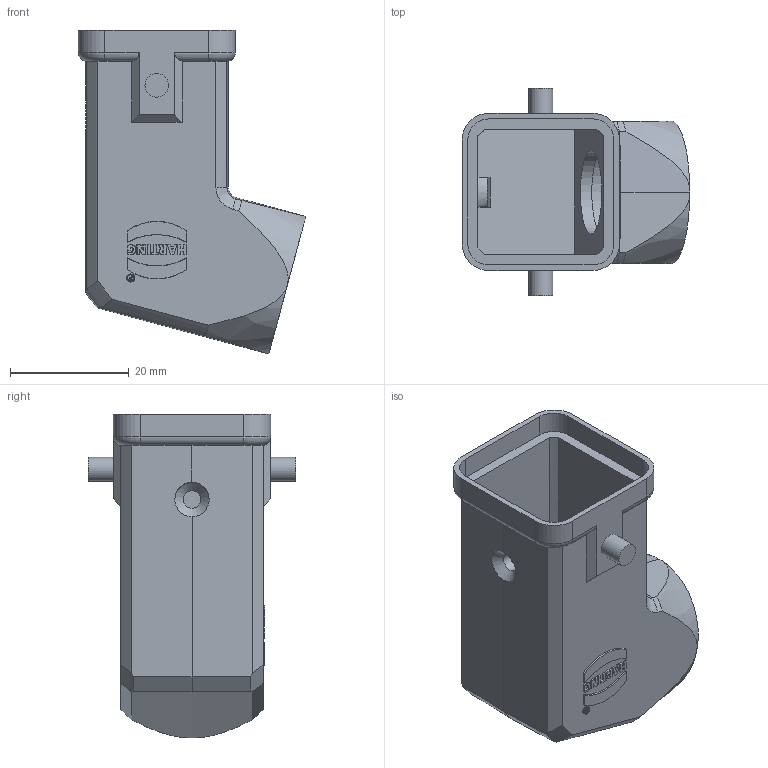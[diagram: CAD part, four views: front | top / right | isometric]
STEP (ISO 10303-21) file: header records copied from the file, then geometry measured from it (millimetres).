
FILE_DESCRIPTION((''),'2;1');
FILE_NAME('05200030628.stp','2020-07-08T08:06:02',('e.eickhoff'),(''),'Autodesk Inventor 2012','Autodesk Inventor 2012','');
FILE_SCHEMA(('AUTOMOTIVE_DESIGN { 1 0 10303 214 1 1 1 1 }'));
Length unit declared in the file: millimetre
Products named in the file (3): 05200030628; M16-PG11 Adapter
Assembly tree (2 placements, depth 2):
  05200030628
    05200030628
    M16-PG11 Adapter
Bounding box: 38.36 x 35 x 54.59 mm (x, y, z)
Volume: 11014.5 mm3; surface area: 12874.5 mm2
Topology: 2 solids, 2 shells, 194 faces, 545 edges, 374 vertices
Faces by surface type: plane 132, cylinder 32, cone 16, bspline 10, torus 4
Full cylindrical faces by diameter (mm): 3 x1, 4 x2, 5.8 x1, 14 x1, 16.5 x1, 18.6 x1, 19.5 x1
Entity records: 7049 total; most frequent: CARTESIAN_POINT 1990, ORIENTED_EDGE 1058, DIRECTION 924, EDGE_CURVE 529, VERTEX_POINT 369, VECTOR 340, LINE 340, AXIS2_PLACEMENT_3D 292
